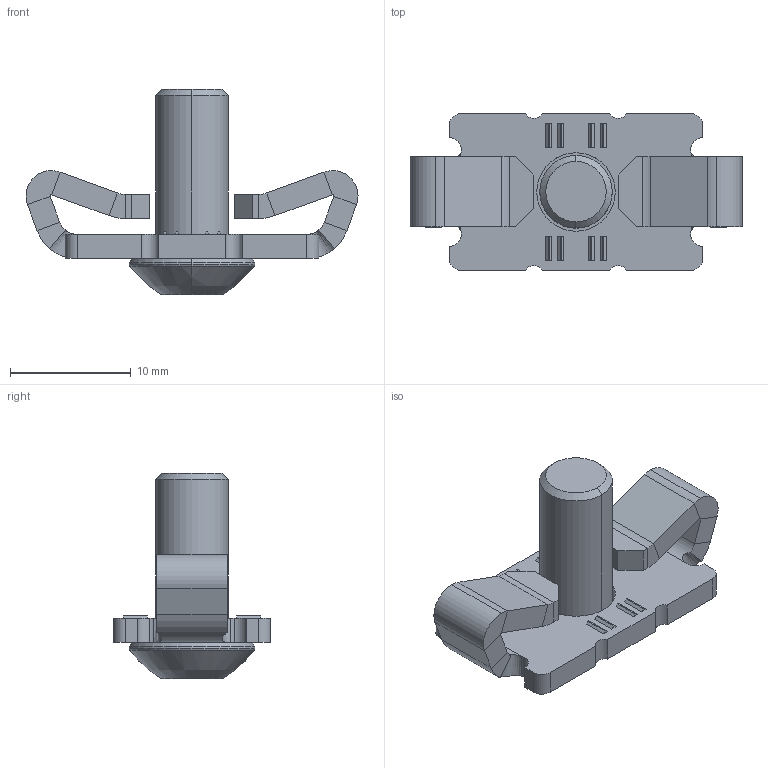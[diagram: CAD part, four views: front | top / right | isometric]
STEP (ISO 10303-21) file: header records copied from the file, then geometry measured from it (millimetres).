
FILE_DESCRIPTION(('FreeCAD Model'),'2;1');
FILE_NAME('Open CASCADE Shape Model','2024-03-18T17:45:21',(''),(''), 'Open CASCADE STEP processor 7.6','FreeCAD','Unknown');
FILE_SCHEMA(('AUTOMOTIVE_DESIGN { 1 0 10303 214 1 1 1 1 }'));
Length unit declared in the file: millimetre
Products named in the file (3): STI6-FS; SOLID; SOLID001
Assembly tree (2 placements, depth 2):
  STI6-FS
    SOLID
    SOLID001
Bounding box: 27.5 x 13 x 17 mm (x, y, z)
Volume: 1329.7 mm3; surface area: 1613 mm2
Topology: 2 solids, 2 shells, 156 faces, 368 edges, 226 vertices
Faces by surface type: plane 104, cylinder 36, torus 6, bspline 4, cone 4, revolution 2
Entity records: 10172 total; most frequent: CARTESIAN_POINT 2639, DIRECTION 1415, LINE 883, VECTOR 883, ORIENTED_EDGE 736, PCURVE 736, DEFINITIONAL_REPRESENTATION 736, EDGE_CURVE 368
